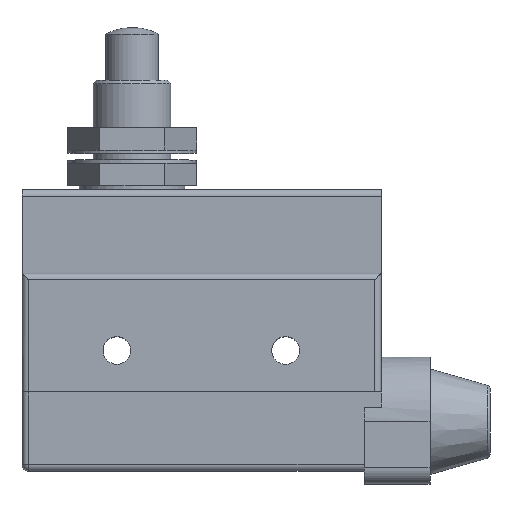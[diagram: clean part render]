
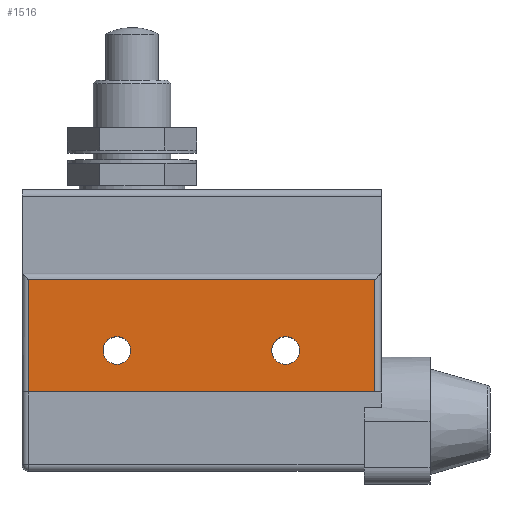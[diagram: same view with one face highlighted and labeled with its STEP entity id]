
A CAD part, top view. The second image highlights one B-rep face of the part: STEP entity #1516.
In plain terms, the highlighted planar face has unit normal (0, 0, 1).
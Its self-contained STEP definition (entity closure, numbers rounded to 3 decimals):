
#45=CARTESIAN_POINT('',(-12.8,0.,11.));
#46=DIRECTION('',(0.,0.,-1.));
#47=DIRECTION('',(1.,0.,0.));
#48=AXIS2_PLACEMENT_3D('',#45,#46,#47);
#50=CARTESIAN_POINT('',(-12.8,0.,11.));
#51=DIRECTION('',(0.,0.,-1.));
#52=DIRECTION('',(-1.,0.,0.));
#53=AXIS2_PLACEMENT_3D('',#50,#51,#52);
#55=CARTESIAN_POINT('',(12.8,0.,11.));
#56=DIRECTION('',(0.,0.,-1.));
#57=DIRECTION('',(1.,0.,0.));
#58=AXIS2_PLACEMENT_3D('',#55,#56,#57);
#60=CARTESIAN_POINT('',(12.8,0.,11.));
#61=DIRECTION('',(0.,0.,-1.));
#62=DIRECTION('',(-1.,0.,0.));
#63=AXIS2_PLACEMENT_3D('',#60,#61,#62);
#65=DIRECTION('',(0.,1.,0.));
#66=VECTOR('',#65,17.);
#67=CARTESIAN_POINT('',(26.3,-6.3,11.));
#68=LINE('',#67,#66);
#69=DIRECTION('',(1.,0.,0.));
#70=VECTOR('',#69,52.5);
#71=CARTESIAN_POINT('',(-26.2,-6.3,11.));
#72=LINE('',#71,#70);
#73=DIRECTION('',(0.,-1.,0.));
#74=VECTOR('',#73,17.);
#75=CARTESIAN_POINT('',(-26.2,10.7,11.));
#76=LINE('',#75,#74);
#77=DIRECTION('',(-1.,0.,0.));
#78=VECTOR('',#77,52.5);
#79=CARTESIAN_POINT('',(26.3,10.7,11.));
#80=LINE('',#79,#78);
#1137=CARTESIAN_POINT('',(-10.695,0.,11.));
#1138=CARTESIAN_POINT('',(-14.905,0.,11.));
#1139=VERTEX_POINT('',#1137);
#1140=VERTEX_POINT('',#1138);
#1141=CARTESIAN_POINT('',(14.905,0.,11.));
#1142=CARTESIAN_POINT('',(10.695,0.,11.));
#1143=VERTEX_POINT('',#1141);
#1144=VERTEX_POINT('',#1142);
#1154=CARTESIAN_POINT('',(26.3,-6.3,11.));
#1156=VERTEX_POINT('',#1154);
#1157=CARTESIAN_POINT('',(26.3,10.7,11.));
#1158=VERTEX_POINT('',#1157);
#1161=CARTESIAN_POINT('',(-26.2,10.7,11.));
#1162=VERTEX_POINT('',#1161);
#1165=CARTESIAN_POINT('',(-26.2,-6.3,11.));
#1167=VERTEX_POINT('',#1165);
#1491=CARTESIAN_POINT('',(0.,0.,11.));
#1492=DIRECTION('',(0.,0.,1.));
#1493=DIRECTION('',(1.,0.,0.));
#1494=AXIS2_PLACEMENT_3D('',#1491,#1492,#1493);
#1495=PLANE('',#1494);
#1497=ORIENTED_EDGE('',*,*,#1496,.F.);
#1499=ORIENTED_EDGE('',*,*,#1498,.F.);
#1501=ORIENTED_EDGE('',*,*,#1500,.F.);
#1503=ORIENTED_EDGE('',*,*,#1502,.F.);
#1504=EDGE_LOOP('',(#1497,#1499,#1501,#1503));
#1505=FACE_OUTER_BOUND('',#1504,.F.);
#1507=ORIENTED_EDGE('',*,*,#1506,.F.);
#1509=ORIENTED_EDGE('',*,*,#1508,.F.);
#1510=EDGE_LOOP('',(#1507,#1509));
#1511=FACE_BOUND('',#1510,.F.);
#1512=ORIENTED_EDGE('',*,*,#1471,.F.);
#1513=ORIENTED_EDGE('',*,*,#1485,.F.);
#1514=EDGE_LOOP('',(#1512,#1513));
#1515=FACE_BOUND('',#1514,.F.);
#49=CIRCLE('',#48,2.105);
#54=CIRCLE('',#53,2.105);
#59=CIRCLE('',#58,2.105);
#64=CIRCLE('',#63,2.105);
#1471=EDGE_CURVE('',#1139,#1140,#49,.T.);
#1485=EDGE_CURVE('',#1140,#1139,#54,.T.);
#1496=EDGE_CURVE('',#1156,#1158,#68,.T.);
#1498=EDGE_CURVE('',#1167,#1156,#72,.T.);
#1500=EDGE_CURVE('',#1162,#1167,#76,.T.);
#1502=EDGE_CURVE('',#1158,#1162,#80,.T.);
#1506=EDGE_CURVE('',#1143,#1144,#59,.T.);
#1508=EDGE_CURVE('',#1144,#1143,#64,.T.);
#1516=ADVANCED_FACE('',(#1505,#1511,#1515),#1495,.T.);
